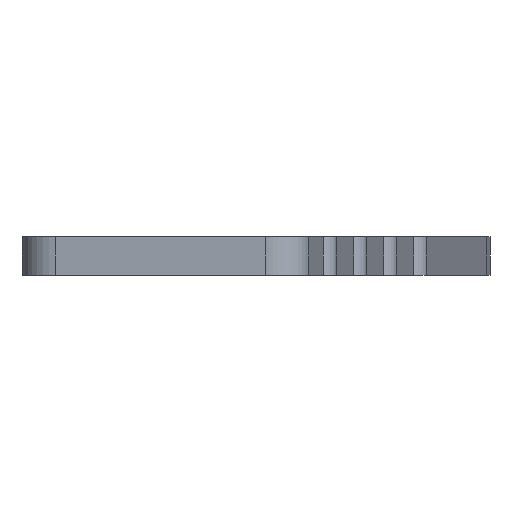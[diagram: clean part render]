
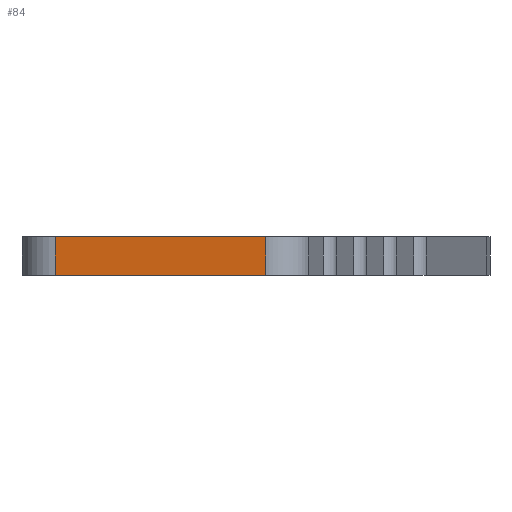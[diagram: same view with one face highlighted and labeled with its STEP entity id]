
A CAD part, left-side view. The second image highlights one B-rep face of the part: STEP entity #84.
In plain terms, the highlighted free-form (B-spline) face has degree [2, 1] with [3, 2] control points.
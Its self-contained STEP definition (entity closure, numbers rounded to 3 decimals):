
#84=ADVANCED_FACE('',(#382),#5038,.T.);
#382=FACE_OUTER_BOUND('',#680,.T.);
#680=EDGE_LOOP('',(#1117,#1118,#1119,#1120));
#1117=ORIENTED_EDGE('',*,*,#2751,.T.);
#1118=ORIENTED_EDGE('',*,*,#2752,.T.);
#1119=ORIENTED_EDGE('',*,*,#2753,.F.);
#1120=ORIENTED_EDGE('',*,*,#2749,.F.);
#2749=EDGE_CURVE('',#4383,#4384,#3925,.T.);
#2751=EDGE_CURVE('',#4383,#4385,#3927,.T.);
#2752=EDGE_CURVE('',#4385,#4386,#3928,.T.);
#2753=EDGE_CURVE('',#4384,#4386,#3929,.T.);
#3925=(
BOUNDED_CURVE()
B_SPLINE_CURVE(1,(#8504,#8505),.UNSPECIFIED.,.F.,.F.)
B_SPLINE_CURVE_WITH_KNOTS((2,2),(0.,2.),.UNSPECIFIED.)
CURVE()
GEOMETRIC_REPRESENTATION_ITEM()
RATIONAL_B_SPLINE_CURVE((1.,1.))
REPRESENTATION_ITEM('')
);
#3927=(
BOUNDED_CURVE()
B_SPLINE_CURVE(2,(#8509,#8510,#8511),.UNSPECIFIED.,.F.,.F.)
B_SPLINE_CURVE_WITH_KNOTS((3,3),(-1716.378,-1705.352),
 .UNSPECIFIED.)
CURVE()
GEOMETRIC_REPRESENTATION_ITEM()
RATIONAL_B_SPLINE_CURVE((1.,1.,1.))
REPRESENTATION_ITEM('')
);
#3928=(
BOUNDED_CURVE()
B_SPLINE_CURVE(1,(#8512,#8513),.UNSPECIFIED.,.F.,.F.)
B_SPLINE_CURVE_WITH_KNOTS((2,2),(0.,2.),.UNSPECIFIED.)
CURVE()
GEOMETRIC_REPRESENTATION_ITEM()
RATIONAL_B_SPLINE_CURVE((1.,1.))
REPRESENTATION_ITEM('')
);
#3929=(
BOUNDED_CURVE()
B_SPLINE_CURVE(2,(#8514,#8515,#8516),.UNSPECIFIED.,.F.,.F.)
B_SPLINE_CURVE_WITH_KNOTS((3,3),(-1716.378,-1705.352),
 .UNSPECIFIED.)
CURVE()
GEOMETRIC_REPRESENTATION_ITEM()
RATIONAL_B_SPLINE_CURVE((1.,1.,1.))
REPRESENTATION_ITEM('')
);
#4383=VERTEX_POINT('',#7661);
#4384=VERTEX_POINT('',#7662);
#4385=VERTEX_POINT('',#7663);
#4386=VERTEX_POINT('',#7664);
#5038=(
BOUNDED_SURFACE()
B_SPLINE_SURFACE(2,1,((#5615,#5616),(#5617,#5618),(#5619,#5620)),
 .UNSPECIFIED.,.F.,.F.,.F.)
B_SPLINE_SURFACE_WITH_KNOTS((3,3),(2,2),(-1716.378,-1705.352),
(0.,2.),.UNSPECIFIED.)
GEOMETRIC_REPRESENTATION_ITEM()
RATIONAL_B_SPLINE_SURFACE(((0.954,0.954),(0.954,
0.954),(0.954,0.954)))
REPRESENTATION_ITEM('')
SURFACE()
);
#5615=CARTESIAN_POINT('',(-89.765,-0.502,2.));
#5616=CARTESIAN_POINT('',(-89.765,-0.502,0.));
#5617=CARTESIAN_POINT('',(-89.046,4.963,2.));
#5618=CARTESIAN_POINT('',(-89.046,4.963,0.));
#5619=CARTESIAN_POINT('',(-88.326,10.428,2.));
#5620=CARTESIAN_POINT('',(-88.326,10.428,0.));
#7661=CARTESIAN_POINT('',(-89.765,-0.502,2.));
#7662=CARTESIAN_POINT('',(-89.765,-0.502,0.));
#7663=CARTESIAN_POINT('',(-88.326,10.428,2.));
#7664=CARTESIAN_POINT('',(-88.326,10.428,0.));
#8504=CARTESIAN_POINT('',(-89.765,-0.502,2.));
#8505=CARTESIAN_POINT('',(-89.765,-0.502,0.));
#8509=CARTESIAN_POINT('',(-89.765,-0.502,2.));
#8510=CARTESIAN_POINT('',(-89.046,4.963,2.));
#8511=CARTESIAN_POINT('',(-88.326,10.428,2.));
#8512=CARTESIAN_POINT('',(-88.326,10.428,2.));
#8513=CARTESIAN_POINT('',(-88.326,10.428,0.));
#8514=CARTESIAN_POINT('',(-89.765,-0.502,0.));
#8515=CARTESIAN_POINT('',(-89.046,4.963,0.));
#8516=CARTESIAN_POINT('',(-88.326,10.428,0.));
